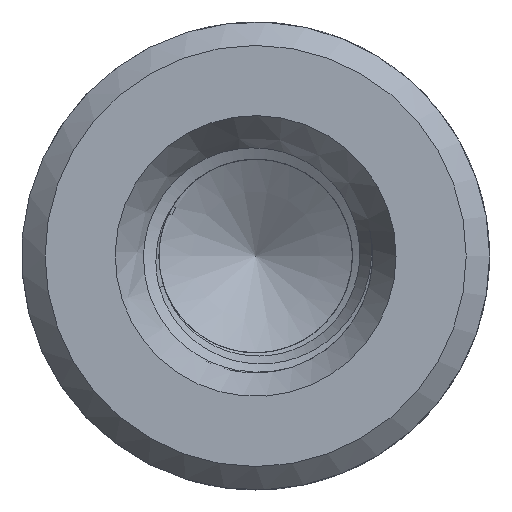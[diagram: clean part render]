
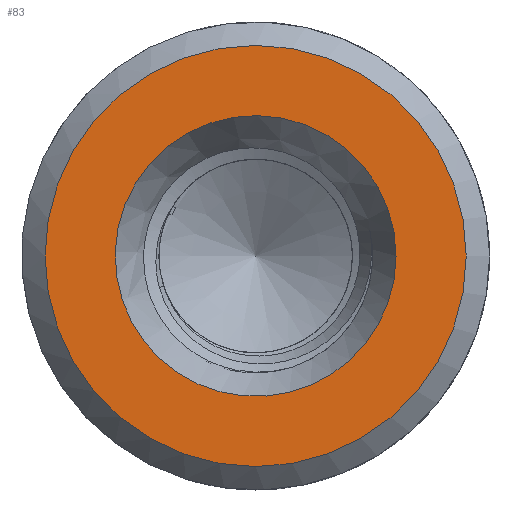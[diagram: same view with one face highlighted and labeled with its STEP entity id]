
A CAD part, left-side view. The second image highlights one B-rep face of the part: STEP entity #83.
In plain terms, the highlighted planar face has unit normal (-1, 0, 0).
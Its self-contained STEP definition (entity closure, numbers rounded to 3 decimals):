
#42=PLANE('',#351);
#67=FACE_BOUND('',#123,.T.);
#68=FACE_BOUND('',#124,.T.);
#83=ADVANCED_FACE('',(#67,#68),#42,.T.);
#123=EDGE_LOOP('',(#210));
#124=EDGE_LOOP('',(#211));
#151=CIRCLE('',#337,3.);
#158=CIRCLE('',#348,4.5);
#210=ORIENTED_EDGE('',*,*,#294,.F.);
#211=ORIENTED_EDGE('',*,*,#285,.T.);
#256=VERTEX_POINT('',#1334);
#260=VERTEX_POINT('',#1459);
#285=EDGE_CURVE('',#256,#256,#151,.T.);
#294=EDGE_CURVE('',#260,#260,#158,.T.);
#337=AXIS2_PLACEMENT_3D('',#1333,#396,#397);
#348=AXIS2_PLACEMENT_3D('',#1458,#418,#419);
#351=AXIS2_PLACEMENT_3D('',#1462,#424,#425);
#396=DIRECTION('',(1.,0.,0.));
#397=DIRECTION('',(0.,-1.,0.));
#418=DIRECTION('',(1.,0.,0.));
#419=DIRECTION('',(0.,1.,0.));
#424=DIRECTION('',(-1.,0.,0.));
#425=DIRECTION('',(0.,0.,1.));
#1333=CARTESIAN_POINT('',(0.,0.,0.));
#1334=CARTESIAN_POINT('',(0.,-3.,0.));
#1458=CARTESIAN_POINT('',(0.,0.,0.));
#1459=CARTESIAN_POINT('',(0.,-4.5,0.));
#1462=CARTESIAN_POINT('',(0.,-2.5,0.));
